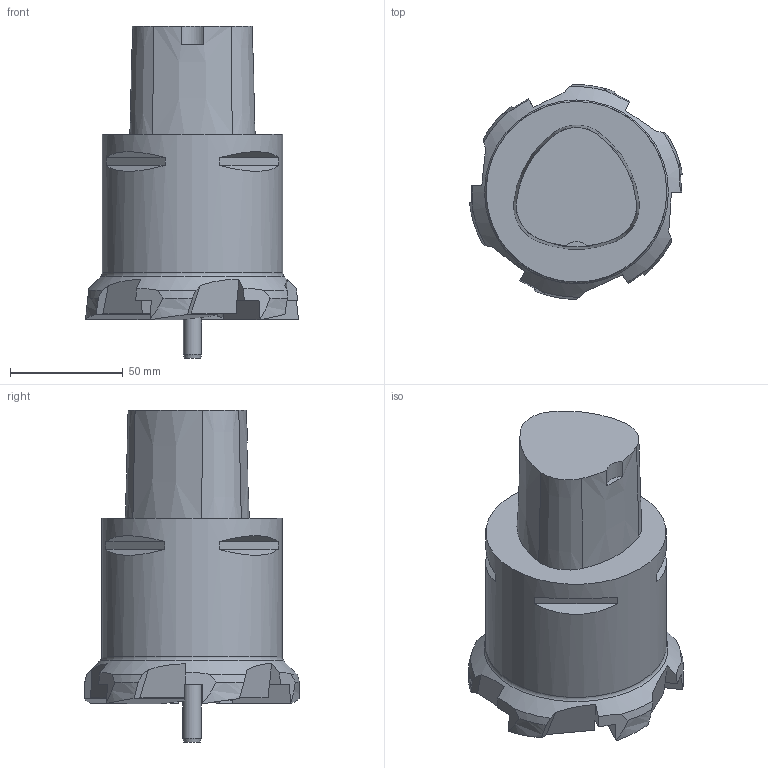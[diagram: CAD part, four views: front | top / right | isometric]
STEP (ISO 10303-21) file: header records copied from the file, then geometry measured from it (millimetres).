
FILE_DESCRIPTION(/* description */ (''),/* implementation_level */ '2;1');
FILE_NAME(/* name */ '1544781456187.stp',/* time_stamp */ '2018-12-14T10:57:50+01:00',/* author */ (''),/* organization */ ('SMS'),/* preprocessor_version */ 'ST-DEVELOPER v15',/* originating_system */ 'SIEMENS PLM Software NX 8.5',/* authorisation */ '');
FILE_SCHEMA (('AUTOMOTIVE_DESIGN { 1 0 10303 214 3 1 1 1 }'));
Length unit declared in the file: millimetre
Products named in the file (1): 202016291mod000_00
Bounding box: 94.21 x 95.1 x 147 mm (x, y, z)
Volume: 513885.3 mm3; surface area: 44475.8 mm2
Topology: 1 solids, 1 shells, 96 faces, 264 edges, 184 vertices
Faces by surface type: plane 71, cone 14, cylinder 10, torus 1
Full cylindrical faces by diameter (mm): 8.011 x1, 37 x1, 80 x1
Entity records: 3172 total; most frequent: CARTESIAN_POINT 656, ORIENTED_EDGE 506, DIRECTION 500, EDGE_CURVE 253, AXIS2_PLACEMENT_3D 179, VERTEX_POINT 171, LINE 142, VECTOR 142
